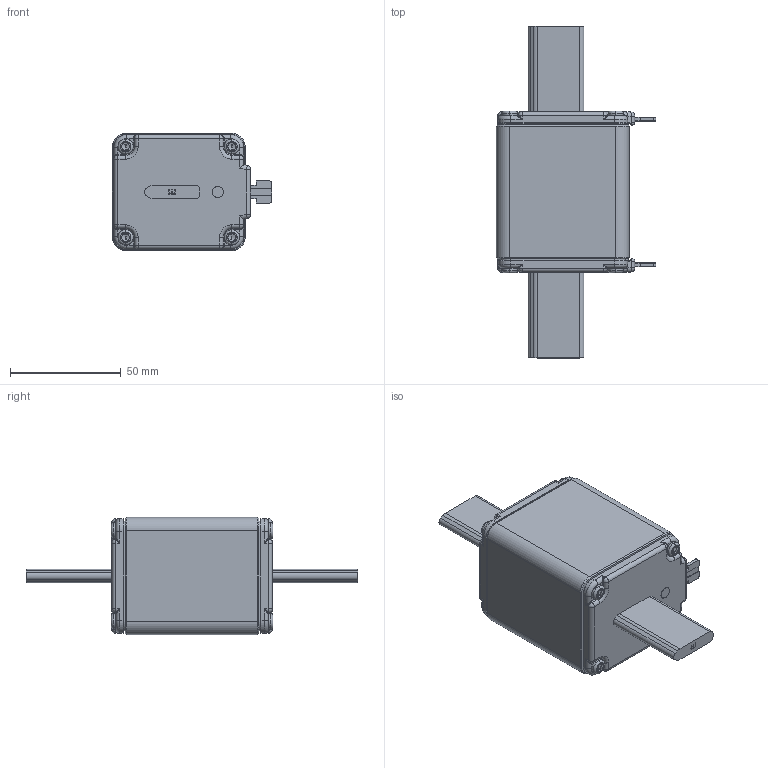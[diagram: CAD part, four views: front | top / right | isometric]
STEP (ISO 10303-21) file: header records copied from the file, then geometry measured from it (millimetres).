
FILE_DESCRIPTION (( 'STEP AP203' ), '1' );
FILE_NAME ('Assy -109.step', '2017-12-07T13:01:29', ( '' ), ( '' ), 'SwSTEP 2.0', 'SolidWorks 2013', '' );
FILE_SCHEMA (( 'CONFIG_CONTROL_DESIGN' ));
Length unit declared in the file: millimetre
Products named in the file (1): Assy -109
Bounding box: 72 x 150 x 53 mm (x, y, z)
Volume: 237109.3 mm3; surface area: 28252.4 mm2
Topology: 1 solids, 1 shells, 714 faces, 1820 edges, 1090 vertices
Faces by surface type: cylinder 314, plane 236, torus 62, cone 48, bspline 32, sphere 22
Entity records: 22073 total; most frequent: CARTESIAN_POINT 4895, DIRECTION 3766, ORIENTED_EDGE 3552, EDGE_CURVE 1776, AXIS2_PLACEMENT_3D 1465, VERTEX_POINT 1090, LINE 836, VECTOR 836
